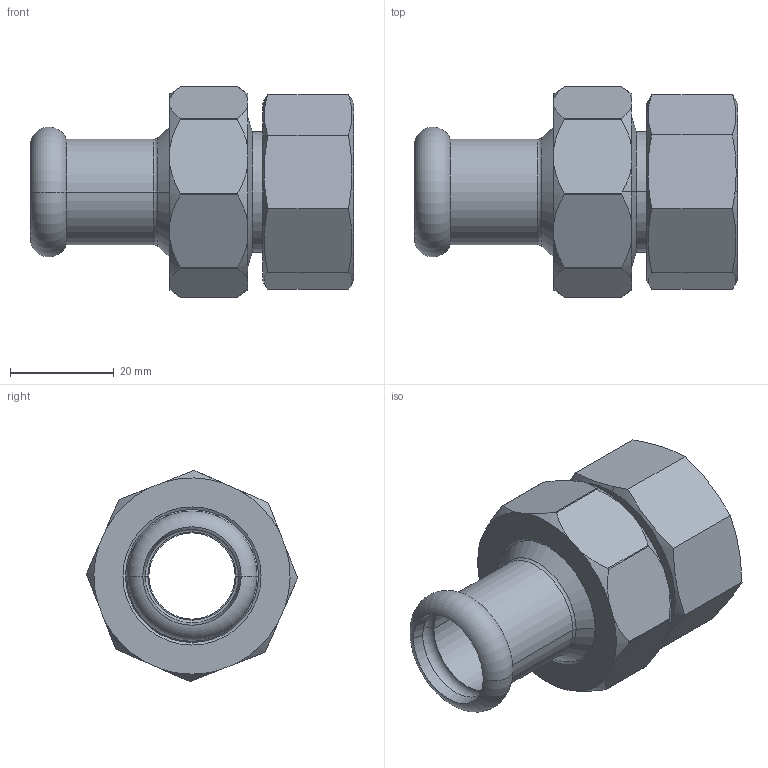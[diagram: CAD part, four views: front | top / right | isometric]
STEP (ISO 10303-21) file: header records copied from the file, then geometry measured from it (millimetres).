
FILE_DESCRIPTION (( 'STEP AP203' ), '1' );
FILE_NAME ('3D_PS729_18 x 3-4_148821170.STEP', '2024-11-23T09:33:34', ( '' ), ( '' ), 'SwSTEP 2.0', 'SolidWorks 2023', '' );
FILE_SCHEMA (( 'CONFIG_CONTROL_DESIGN' ));
Length unit declared in the file: millimetre
Products named in the file (1): 3D_PS729_18 x 3-4_148821170
Bounding box: 62.21 x 40.59 x 40.59 mm (x, y, z)
Volume: 26087.1 mm3; surface area: 17004.4 mm2
Topology: 3 solids, 3 shells, 106 faces, 254 edges, 158 vertices
Faces by surface type: cone 40, cylinder 32, plane 26, torus 8
Entity records: 3395 total; most frequent: CARTESIAN_POINT 859, DIRECTION 526, ORIENTED_EDGE 508, EDGE_CURVE 254, AXIS2_PLACEMENT_3D 219, VERTEX_POINT 158, EDGE_LOOP 116, CIRCLE 112
